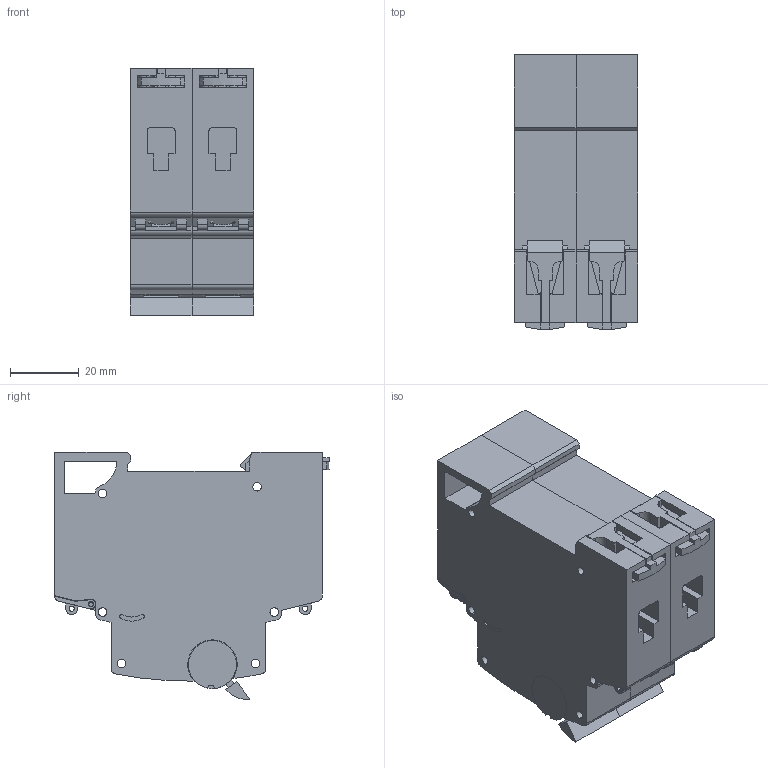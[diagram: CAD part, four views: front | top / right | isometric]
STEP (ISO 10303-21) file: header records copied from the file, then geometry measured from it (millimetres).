
FILE_DESCRIPTION (( 'STEP AP203' ), '1' );
FILE_NAME ('臍 47-63 2P EKF PROxima.STEP', '2016-11-11T13:18:00', ( '' ), ( '' ), 'SwSTEP 2.0', 'SolidWorks 2014', '' );
FILE_SCHEMA (( 'CONFIG_CONTROL_DESIGN' ));
Length unit declared in the file: millimetre
Products named in the file (4): 臍 47-63 EKF PROxima; 櫻蠉錪2; 櫻蠉錪1; 臍 47-63 2P EKF PROxima
Assembly tree (6 placements, depth 2):
  臍 47-63 2P EKF PROxima
    臍 47-63 EKF PROxima  x2
    櫻蠉錪2  x2
    櫻蠉錪1  x2
Bounding box: 36 x 80.06 x 72 mm (x, y, z)
Volume: 145121.7 mm3; surface area: 36787.4 mm2
Topology: 6 solids, 6 shells, 584 faces, 1626 edges, 1068 vertices
Faces by surface type: plane 382, cylinder 202
Entity records: 9921 total; most frequent: DIRECTION 1649, CARTESIAN_POINT 1648, ORIENTED_EDGE 1626, EDGE_CURVE 813, LINE 579, VECTOR 579, AXIS2_PLACEMENT_3D 535, VERTEX_POINT 534
